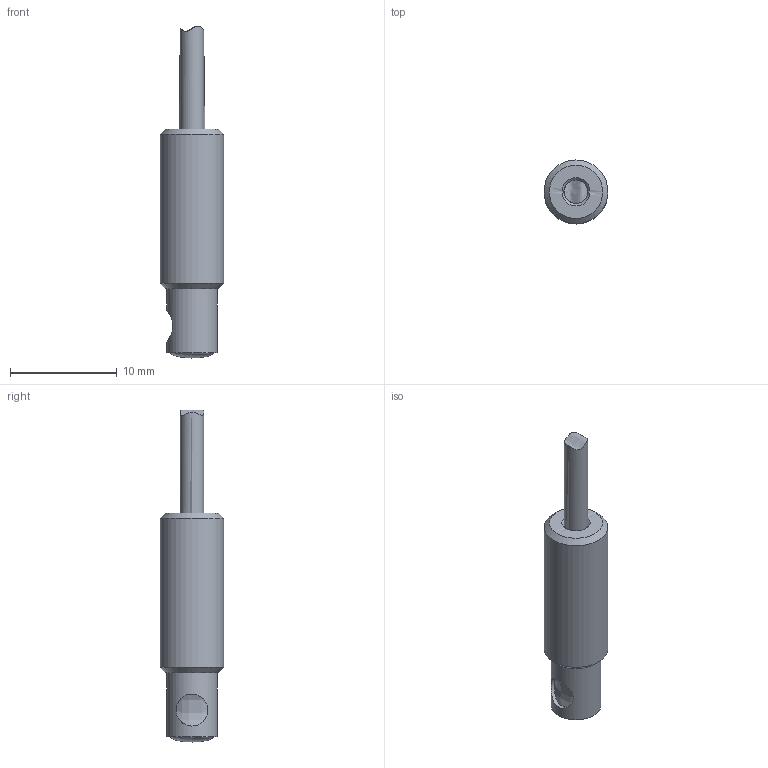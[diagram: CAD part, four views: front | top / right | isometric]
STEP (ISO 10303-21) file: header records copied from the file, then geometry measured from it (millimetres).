
FILE_DESCRIPTION (( 'STEP AP214' ), '1' );
FILE_NAME ('CF-TB4-20.STEP', '2018-04-18T12:42:27', ( '' ), ( '' ), 'SwSTEP 2.0', 'SolidWorks 2017', '' );
FILE_SCHEMA (( 'AUTOMOTIVE_DESIGN' ));
Length unit declared in the file: millimetre
Products named in the file (1): CF-TB4-20
Bounding box: 6 x 6 x 31.17 mm (x, y, z)
Volume: 554.5 mm3; surface area: 487 mm2
Topology: 1 solids, 1 shells, 14 faces, 25 edges, 16 vertices
Faces by surface type: cone 4, cylinder 4, plane 3, bspline 3
Full cylindrical faces by diameter (mm): 2.2 x1, 3 x1, 4.7 x1, 6 x1
Entity records: 570 total; most frequent: CARTESIAN_POINT 287, DIRECTION 46, ORIENTED_EDGE 28, EDGE_LOOP 24, AXIS2_PLACEMENT_3D 23, FACE_OUTER_BOUND 18, ADVANCED_FACE 14, EDGE_CURVE 14
